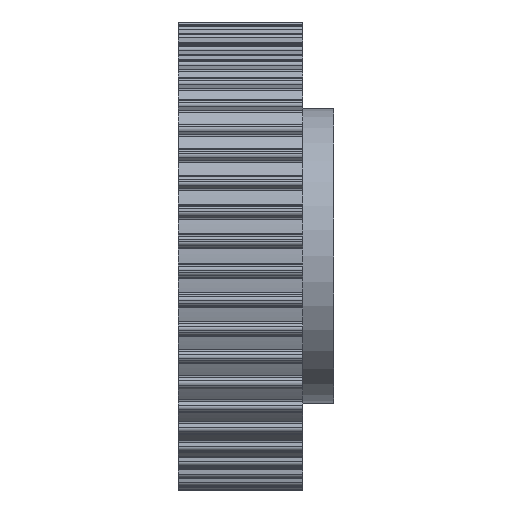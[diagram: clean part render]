
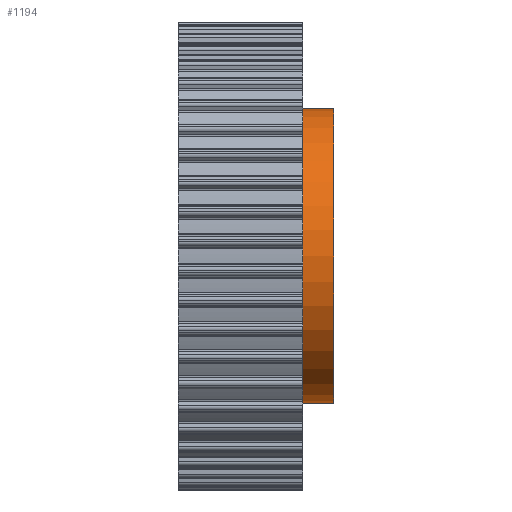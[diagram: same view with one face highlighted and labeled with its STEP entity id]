
A CAD part, front view. The second image highlights one B-rep face of the part: STEP entity #1194.
In plain terms, the highlighted cylindrical face has radius 47.5 mm (diameter 95 mm), a partial arc.
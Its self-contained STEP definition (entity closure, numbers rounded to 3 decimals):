
#1194=ADVANCED_FACE('',(#2385),#2386,.T.);
#2385=FACE_OUTER_BOUND('',#3569,.T.);
#2386=CYLINDRICAL_SURFACE('',#3570,47.5);
#3569=EDGE_LOOP('',(#7454,#7455,#7456,#7457));
#3570=AXIS2_PLACEMENT_3D('',#7458,#7459,#7460);
#7454=ORIENTED_EDGE('',*,*,#7471,.T.);
#7455=ORIENTED_EDGE('',*,*,#9023,.F.);
#7456=ORIENTED_EDGE('',*,*,#7473,.T.);
#7457=ORIENTED_EDGE('',*,*,#7514,.T.);
#7458=CARTESIAN_POINT('',(5.0,0.0,0.0));
#7459=DIRECTION('',(1.0,0.0,0.0));
#7460=DIRECTION('',(0.0,0.0,-1.0));
#7471=EDGE_CURVE('',#9027,#9028,#9029,.T.);
#7473=EDGE_CURVE('',#9032,#9030,#9033,.T.);
#7514=EDGE_CURVE('',#9030,#9027,#9096,.T.);
#9023=EDGE_CURVE('',#9032,#9028,#11355,.T.);
#9027=VERTEX_POINT('',#11359);
#9028=VERTEX_POINT('',#11360);
#9029=LINE('',#11361,#11362);
#9030=VERTEX_POINT('',#11363);
#9032=VERTEX_POINT('',#11365);
#9033=LINE('',#11366,#11367);
#9096=CIRCLE('',#11445,47.5);
#11355=CIRCLE('',#14267,47.5);
#11359=CARTESIAN_POINT('',(20.0,0.0,-47.5));
#11360=CARTESIAN_POINT('',(30.0,0.0,-47.5));
#11361=CARTESIAN_POINT('',(25.0,0.,-47.5));
#11362=VECTOR('',#14270,1.0);
#11363=CARTESIAN_POINT('',(20.0,0.,47.5));
#11365=CARTESIAN_POINT('',(30.0,0.,47.5));
#11366=CARTESIAN_POINT('',(25.0,0.,47.5));
#11367=VECTOR('',#14274,1.0);
#11445=AXIS2_PLACEMENT_3D('',#14335,#14336,#14337);
#14267=AXIS2_PLACEMENT_3D('',#16599,#16600,#16601);
#14270=DIRECTION('',(1.0,0.0,0.0));
#14274=DIRECTION('',(-1.0,-0.0,-0.0));
#14335=CARTESIAN_POINT('',(20.0,0.0,0.0));
#14336=DIRECTION('',(1.0,0.0,0.0));
#14337=DIRECTION('',(0.0,0.0,-1.0));
#16599=CARTESIAN_POINT('',(30.0,0.0,0.0));
#16600=DIRECTION('',(1.0,0.0,0.0));
#16601=DIRECTION('',(0.0,0.0,-1.0));
